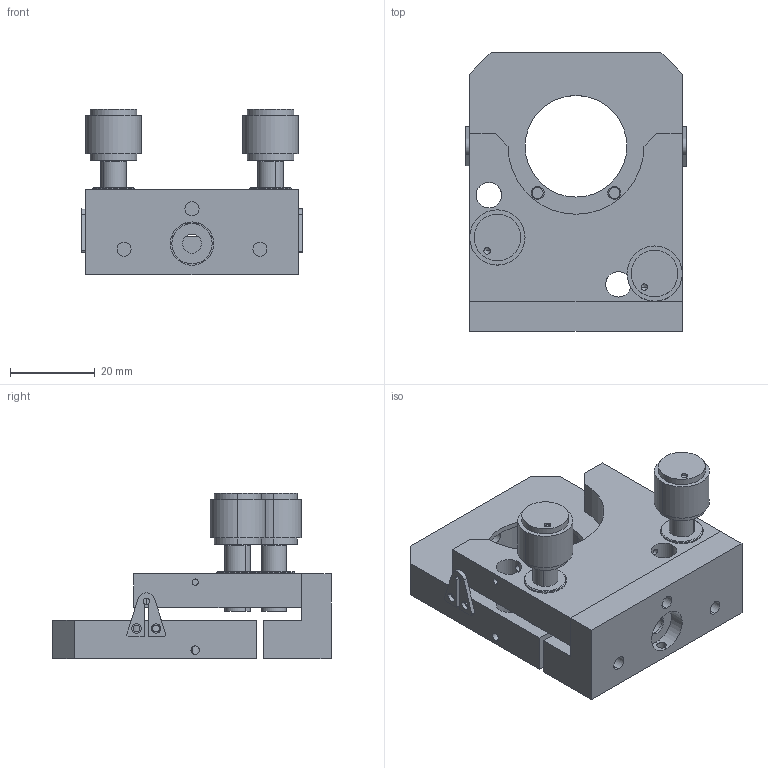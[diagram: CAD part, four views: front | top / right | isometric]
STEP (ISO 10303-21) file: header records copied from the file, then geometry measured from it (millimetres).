
FILE_DESCRIPTION (( 'STEP AP203' ), '1' );
FILE_NAME ('GCM-081904M 俋倰芞.STEP', '2017-01-03T06:43:11', ( 'Lxtx999.CoM' ), ( 'Lxtx999.CoM' ), 'SwSTEP 2.0', 'SolidWorks 2012', '' );
FILE_SCHEMA (( 'CONFIG_CONTROL_DESIGN' ));
Length unit declared in the file: centimetre
Products named in the file (1): GCM-081904M 俋倰芞
Bounding box: 52 x 65.5 x 38.9 mm (x, y, z)
Surface area: 18533.5 mm2 (no closed solid volume)
Topology: 0 solids, 19 shells, 207 faces, 553 edges, 366 vertices
Faces by surface type: cylinder 107, plane 72, cone 28
Entity records: 6914 total; most frequent: CARTESIAN_POINT 1449, DIRECTION 1203, ORIENTED_EDGE 1010, EDGE_CURVE 549, AXIS2_PLACEMENT_3D 468, VERTEX_POINT 366, EDGE_LOOP 270, VECTOR 267
